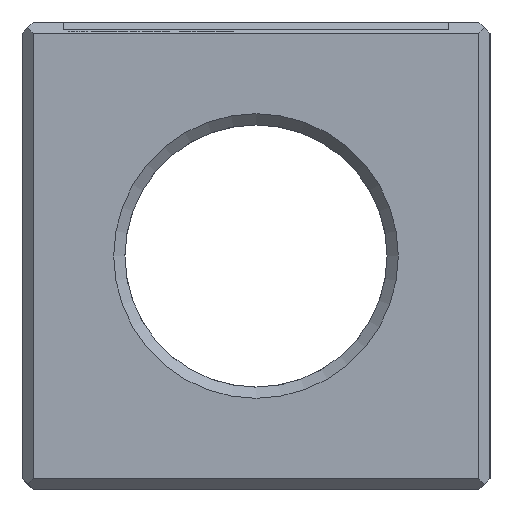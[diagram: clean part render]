
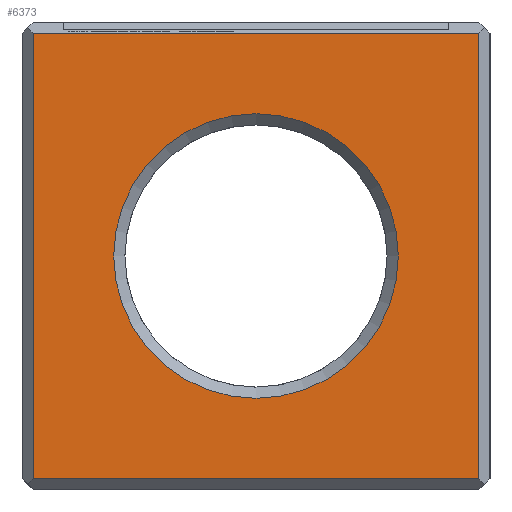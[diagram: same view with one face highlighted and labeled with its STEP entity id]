
A CAD part, left-side view. The second image highlights one B-rep face of the part: STEP entity #6373.
In plain terms, the highlighted planar face has unit normal (-1, 0, 0).
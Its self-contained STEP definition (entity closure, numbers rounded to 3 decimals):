
#72 = PLANE('',#73);
#73 = AXIS2_PLACEMENT_3D('',#74,#75,#76);
#74 = CARTESIAN_POINT('',(0.,0.,0.3));
#75 = DIRECTION('',(-0.707,0.,-0.707)
  );
#76 = DIRECTION('',(0.707,0.,-0.707));
#1377 = PLANE('',#1378);
#1378 = AXIS2_PLACEMENT_3D('',#1379,#1380,#1381);
#1379 = CARTESIAN_POINT('',(0.3,12.5,0.));
#1380 = DIRECTION('',(0.707,-0.707,0.));
#1381 = DIRECTION('',(-0.707,-0.707,0.));
#1608 = PLANE('',#1609);
#1609 = AXIS2_PLACEMENT_3D('',#1610,#1611,#1612);
#1610 = CARTESIAN_POINT('',(0.3,0.,0.));
#1611 = DIRECTION('',(-0.707,-0.707,0.));
#1612 = DIRECTION('',(-0.707,0.707,0.));
#1676 = VERTEX_POINT('',#1677);
#1677 = CARTESIAN_POINT('',(0.,0.3,0.3));
#1698 = EDGE_CURVE('',#1676,#1699,#1701,.T.);
#1699 = VERTEX_POINT('',#1700);
#1700 = CARTESIAN_POINT('',(0.,12.2,0.3));
#1701 = SURFACE_CURVE('',#1702,(#1706,#1713),.PCURVE_S1.);
#1702 = LINE('',#1703,#1704);
#1703 = CARTESIAN_POINT('',(0.,0.,0.3));
#1704 = VECTOR('',#1705,1.);
#1705 = DIRECTION('',(0.,1.,0.));
#1706 = PCURVE('',#72,#1707);
#1707 = DEFINITIONAL_REPRESENTATION('',(#1708),#1712);
#1708 = LINE('',#1709,#1710);
#1709 = CARTESIAN_POINT('',(0.,0.));
#1710 = VECTOR('',#1711,1.);
#1711 = DIRECTION('',(0.,-1.));
#1712 = ( GEOMETRIC_REPRESENTATION_CONTEXT(2) 
PARAMETRIC_REPRESENTATION_CONTEXT() REPRESENTATION_CONTEXT('2D SPACE',''
  ) );
#1713 = PCURVE('',#1714,#1719);
#1714 = PLANE('',#1715);
#1715 = AXIS2_PLACEMENT_3D('',#1716,#1717,#1718);
#1716 = CARTESIAN_POINT('',(0.,12.5,0.));
#1717 = DIRECTION('',(1.,0.,0.));
#1718 = DIRECTION('',(0.,-1.,0.));
#1719 = DEFINITIONAL_REPRESENTATION('',(#1720),#1724);
#1720 = LINE('',#1721,#1722);
#1721 = CARTESIAN_POINT('',(12.5,-0.3));
#1722 = VECTOR('',#1723,1.);
#1723 = DIRECTION('',(-1.,0.));
#1724 = ( GEOMETRIC_REPRESENTATION_CONTEXT(2) 
PARAMETRIC_REPRESENTATION_CONTEXT() REPRESENTATION_CONTEXT('2D SPACE',''
  ) );
#4855 = VERTEX_POINT('',#4856);
#4856 = CARTESIAN_POINT('',(0.,12.2,12.2));
#4870 = PLANE('',#4871);
#4871 = AXIS2_PLACEMENT_3D('',#4872,#4873,#4874);
#4872 = CARTESIAN_POINT('',(0.3,0.,12.5));
#4873 = DIRECTION('',(-0.707,0.,0.707
    ));
#4874 = DIRECTION('',(-0.707,0.,-0.707
    ));
#4882 = EDGE_CURVE('',#1699,#4855,#4883,.T.);
#4883 = SURFACE_CURVE('',#4884,(#4888,#4895),.PCURVE_S1.);
#4884 = LINE('',#4885,#4886);
#4885 = CARTESIAN_POINT('',(0.,12.2,0.));
#4886 = VECTOR('',#4887,1.);
#4887 = DIRECTION('',(0.,0.,1.));
#4888 = PCURVE('',#1377,#4889);
#4889 = DEFINITIONAL_REPRESENTATION('',(#4890),#4894);
#4890 = LINE('',#4891,#4892);
#4891 = CARTESIAN_POINT('',(0.424,0.));
#4892 = VECTOR('',#4893,1.);
#4893 = DIRECTION('',(0.,-1.));
#4894 = ( GEOMETRIC_REPRESENTATION_CONTEXT(2) 
PARAMETRIC_REPRESENTATION_CONTEXT() REPRESENTATION_CONTEXT('2D SPACE',''
  ) );
#4895 = PCURVE('',#1714,#4896);
#4896 = DEFINITIONAL_REPRESENTATION('',(#4897),#4901);
#4897 = LINE('',#4898,#4899);
#4898 = CARTESIAN_POINT('',(0.3,0.));
#4899 = VECTOR('',#4900,1.);
#4900 = DIRECTION('',(0.,-1.));
#4901 = ( GEOMETRIC_REPRESENTATION_CONTEXT(2) 
PARAMETRIC_REPRESENTATION_CONTEXT() REPRESENTATION_CONTEXT('2D SPACE',''
  ) );
#6330 = VERTEX_POINT('',#6331);
#6331 = CARTESIAN_POINT('',(0.,0.3,12.2));
#6352 = EDGE_CURVE('',#1676,#6330,#6353,.T.);
#6353 = SURFACE_CURVE('',#6354,(#6358,#6365),.PCURVE_S1.);
#6354 = LINE('',#6355,#6356);
#6355 = CARTESIAN_POINT('',(0.,0.3,0.));
#6356 = VECTOR('',#6357,1.);
#6357 = DIRECTION('',(0.,0.,1.));
#6358 = PCURVE('',#1608,#6359);
#6359 = DEFINITIONAL_REPRESENTATION('',(#6360),#6364);
#6360 = LINE('',#6361,#6362);
#6361 = CARTESIAN_POINT('',(0.424,0.));
#6362 = VECTOR('',#6363,1.);
#6363 = DIRECTION('',(0.,-1.));
#6364 = ( GEOMETRIC_REPRESENTATION_CONTEXT(2) 
PARAMETRIC_REPRESENTATION_CONTEXT() REPRESENTATION_CONTEXT('2D SPACE',''
  ) );
#6365 = PCURVE('',#1714,#6366);
#6366 = DEFINITIONAL_REPRESENTATION('',(#6367),#6371);
#6367 = LINE('',#6368,#6369);
#6368 = CARTESIAN_POINT('',(12.2,0.));
#6369 = VECTOR('',#6370,1.);
#6370 = DIRECTION('',(0.,-1.));
#6371 = ( GEOMETRIC_REPRESENTATION_CONTEXT(2) 
PARAMETRIC_REPRESENTATION_CONTEXT() REPRESENTATION_CONTEXT('2D SPACE',''
  ) );
#6373 = ADVANCED_FACE('',(#6374,#6400),#1714,.F.);
#6374 = FACE_BOUND('',#6375,.F.);
#6375 = EDGE_LOOP('',(#6376,#6377,#6378,#6379));
#6376 = ORIENTED_EDGE('',*,*,#6352,.F.);
#6377 = ORIENTED_EDGE('',*,*,#1698,.T.);
#6378 = ORIENTED_EDGE('',*,*,#4882,.T.);
#6379 = ORIENTED_EDGE('',*,*,#6380,.F.);
#6380 = EDGE_CURVE('',#6330,#4855,#6381,.T.);
#6381 = SURFACE_CURVE('',#6382,(#6386,#6393),.PCURVE_S1.);
#6382 = LINE('',#6383,#6384);
#6383 = CARTESIAN_POINT('',(0.,0.,12.2));
#6384 = VECTOR('',#6385,1.);
#6385 = DIRECTION('',(0.,1.,0.));
#6386 = PCURVE('',#1714,#6387);
#6387 = DEFINITIONAL_REPRESENTATION('',(#6388),#6392);
#6388 = LINE('',#6389,#6390);
#6389 = CARTESIAN_POINT('',(12.5,-12.2));
#6390 = VECTOR('',#6391,1.);
#6391 = DIRECTION('',(-1.,0.));
#6392 = ( GEOMETRIC_REPRESENTATION_CONTEXT(2) 
PARAMETRIC_REPRESENTATION_CONTEXT() REPRESENTATION_CONTEXT('2D SPACE',''
  ) );
#6393 = PCURVE('',#4870,#6394);
#6394 = DEFINITIONAL_REPRESENTATION('',(#6395),#6399);
#6395 = LINE('',#6396,#6397);
#6396 = CARTESIAN_POINT('',(0.424,0.));
#6397 = VECTOR('',#6398,1.);
#6398 = DIRECTION('',(0.,-1.));
#6399 = ( GEOMETRIC_REPRESENTATION_CONTEXT(2) 
PARAMETRIC_REPRESENTATION_CONTEXT() REPRESENTATION_CONTEXT('2D SPACE',''
  ) );
#6400 = FACE_BOUND('',#6401,.F.);
#6401 = EDGE_LOOP('',(#6402));
#6402 = ORIENTED_EDGE('',*,*,#6403,.T.);
#6403 = EDGE_CURVE('',#6404,#6404,#6406,.T.);
#6404 = VERTEX_POINT('',#6405);
#6405 = CARTESIAN_POINT('',(0.,2.45,6.25));
#6406 = SURFACE_CURVE('',#6407,(#6412,#6423),.PCURVE_S1.);
#6407 = CIRCLE('',#6408,3.8);
#6408 = AXIS2_PLACEMENT_3D('',#6409,#6410,#6411);
#6409 = CARTESIAN_POINT('',(0.,6.25,6.25));
#6410 = DIRECTION('',(-1.,0.,0.));
#6411 = DIRECTION('',(0.,-1.,0.));
#6412 = PCURVE('',#1714,#6413);
#6413 = DEFINITIONAL_REPRESENTATION('',(#6414),#6422);
#6414 = ( BOUNDED_CURVE() B_SPLINE_CURVE(2,(#6415,#6416,#6417,#6418,
#6419,#6420,#6421),.UNSPECIFIED.,.T.,.F.) B_SPLINE_CURVE_WITH_KNOTS((1,2
    ,2,2,2,1),(-2.094,0.,2.094,4.189,
6.283,8.378),.UNSPECIFIED.) CURVE() 
GEOMETRIC_REPRESENTATION_ITEM() RATIONAL_B_SPLINE_CURVE((1.,0.5,1.,0.5,
1.,0.5,1.)) REPRESENTATION_ITEM('') );
#6415 = CARTESIAN_POINT('',(10.05,-6.25));
#6416 = CARTESIAN_POINT('',(10.05,-12.832));
#6417 = CARTESIAN_POINT('',(4.35,-9.541));
#6418 = CARTESIAN_POINT('',(-1.35,-6.25));
#6419 = CARTESIAN_POINT('',(4.35,-2.959));
#6420 = CARTESIAN_POINT('',(10.05,0.332));
#6421 = CARTESIAN_POINT('',(10.05,-6.25));
#6422 = ( GEOMETRIC_REPRESENTATION_CONTEXT(2) 
PARAMETRIC_REPRESENTATION_CONTEXT() REPRESENTATION_CONTEXT('2D SPACE',''
  ) );
#6423 = PCURVE('',#6424,#6429);
#6424 = CONICAL_SURFACE('',#6425,3.5,0.785);
#6425 = AXIS2_PLACEMENT_3D('',#6426,#6427,#6428);
#6426 = CARTESIAN_POINT('',(0.3,6.25,6.25));
#6427 = DIRECTION('',(-1.,-0.,-0.));
#6428 = DIRECTION('',(0.,-1.,0.));
#6429 = DEFINITIONAL_REPRESENTATION('',(#6430),#6434);
#6430 = LINE('',#6431,#6432);
#6431 = CARTESIAN_POINT('',(0.,0.3));
#6432 = VECTOR('',#6433,1.);
#6433 = DIRECTION('',(1.,0.));
#6434 = ( GEOMETRIC_REPRESENTATION_CONTEXT(2) 
PARAMETRIC_REPRESENTATION_CONTEXT() REPRESENTATION_CONTEXT('2D SPACE',''
  ) );
